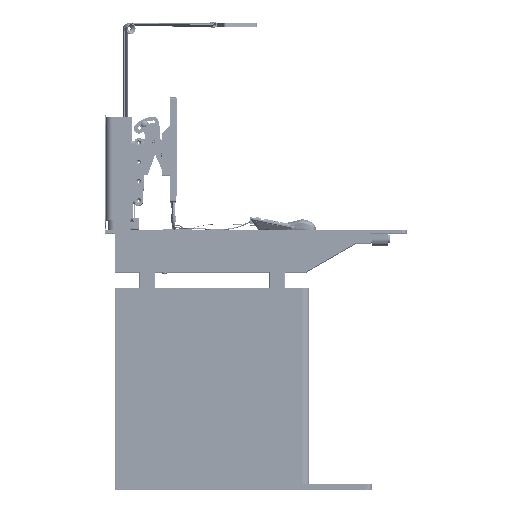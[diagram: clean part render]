
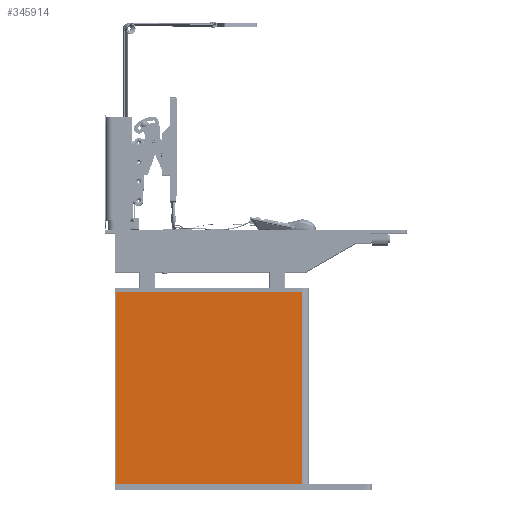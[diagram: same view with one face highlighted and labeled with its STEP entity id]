
A CAD part, top view. The second image highlights one B-rep face of the part: STEP entity #345914.
In plain terms, the highlighted planar face has unit normal (0, 0, 1).
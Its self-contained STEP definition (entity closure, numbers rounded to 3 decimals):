
#14696 = EDGE_CURVE ( 'NONE', #138963, #41434, #249252, .T. ) ;
#41434 = VERTEX_POINT ( 'NONE', #327719 ) ;
#42040 = FACE_OUTER_BOUND ( 'NONE', #331099, .T. ) ;
#43741 = CARTESIAN_POINT ( 'NONE',  ( -317., 0., -0.1 ) ) ;
#46546 = DIRECTION ( 'NONE',  ( -1., 0., 0. ) ) ;
#68714 = DIRECTION ( 'NONE',  ( 0., -1., 0. ) ) ;
#87110 = DIRECTION ( 'NONE',  ( -1., 0., 0. ) ) ;
#97265 = DIRECTION ( 'NONE',  ( 0., 0., -1. ) ) ;
#138963 = VERTEX_POINT ( 'NONE', #348224 ) ;
#139958 = ORIENTED_EDGE ( 'NONE', *, *, #217757, .T. ) ;
#151718 = CARTESIAN_POINT ( 'NONE',  ( 0., 344., -0.1 ) ) ;
#160980 = ORIENTED_EDGE ( 'NONE', *, *, #281118, .F. ) ;
#163483 = ORIENTED_EDGE ( 'NONE', *, *, #207496, .T. ) ;
#166423 = AXIS2_PLACEMENT_3D ( 'NONE', #232642, #97265, #261122 ) ;
#169117 = DIRECTION ( 'NONE',  ( 0., 1., 0. ) ) ;
#178463 = LINE ( 'NONE', #151718, #222026 ) ;
#180916 = LINE ( 'NONE', #43741, #314292 ) ;
#205324 = ORIENTED_EDGE ( 'NONE', *, *, #14696, .T. ) ;
#205780 = VERTEX_POINT ( 'NONE', #266551 ) ;
#207496 = EDGE_CURVE ( 'NONE', #205780, #285780, #180916, .T. ) ;
#217757 = EDGE_CURVE ( 'NONE', #41434, #205780, #178463, .T. ) ;
#221087 = CARTESIAN_POINT ( 'NONE',  ( -317., -254., -0.1 ) ) ;
#222026 = VECTOR ( 'NONE', #46546, 1000. ) ;
#232642 = CARTESIAN_POINT ( 'NONE',  ( 0., 0., -0.1 ) ) ;
#233791 = VECTOR ( 'NONE', #169117, 1000. ) ;
#249252 = LINE ( 'NONE', #308034, #233791 ) ;
#250009 = VECTOR ( 'NONE', #87110, 1000. ) ;
#261122 = DIRECTION ( 'NONE',  ( 1., 0., 0. ) ) ;
#266551 = CARTESIAN_POINT ( 'NONE',  ( -317., 344., -0.1 ) ) ;
#279469 = CARTESIAN_POINT ( 'NONE',  ( 0., -254., -0.1 ) ) ;
#281118 = EDGE_CURVE ( 'NONE', #138963, #285780, #338228, .T. ) ;
#285780 = VERTEX_POINT ( 'NONE', #221087 ) ;
#287873 = PLANE ( 'NONE',  #166423 ) ;
#308034 = CARTESIAN_POINT ( 'NONE',  ( 263.5, 255.24, -0.1 ) ) ;
#314292 = VECTOR ( 'NONE', #68714, 1000. ) ;
#327719 = CARTESIAN_POINT ( 'NONE',  ( 263.5, 344., -0.1 ) ) ;
#331099 = EDGE_LOOP ( 'NONE', ( #163483, #160980, #205324, #139958 ) ) ;
#338228 = LINE ( 'NONE', #279469, #250009 ) ;
#345914 = ADVANCED_FACE ( 'NONE', ( #42040 ), #287873, .F. ) ;
#348224 = CARTESIAN_POINT ( 'NONE',  ( 263.5, -254., -0.1 ) ) ;
